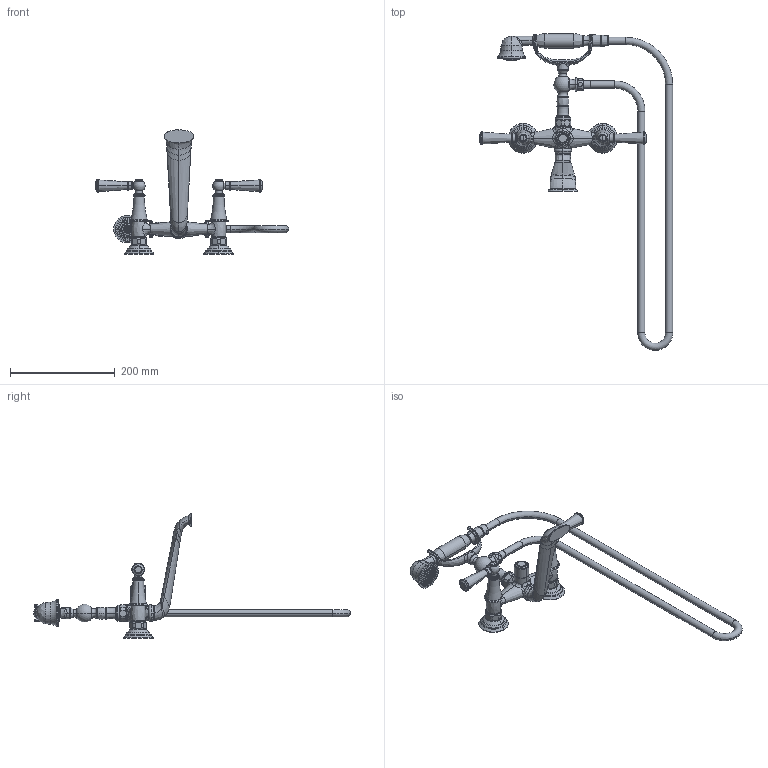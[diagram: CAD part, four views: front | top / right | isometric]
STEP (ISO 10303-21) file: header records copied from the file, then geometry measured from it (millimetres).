
FILE_DESCRIPTION((''),'2;1');
FILE_NAME('2400-4283','2021-01-15T12:11:28',('jinson.thomas'),(''),'CREO PARAMETRIC BY PTC INC, 2018400','CREO PARAMETRIC BY PTC INC, 2018400','');
FILE_SCHEMA(('CONFIG_CONTROL_DESIGN'));
Length unit declared in the file: inch
Products named in the file (1): 2400-4283
Bounding box: 370.17 x 606.04 x 238.07 mm (x, y, z)
Volume: 855267.2 mm3; surface area: 175757.5 mm2
Topology: 1 solids, 1 shells, 841 faces, 1908 edges, 1160 vertices
Faces by surface type: cylinder 239, torus 182, bspline 153, plane 143, cone 90, sphere 30, extrusion 4
Entity records: 39661 total; most frequent: CARTESIAN_POINT 22012, ORIENTED_EDGE 3800, DIRECTION 3444, EDGE_CURVE 1900, AXIS2_PLACEMENT_3D 1520, VERTEX_POINT 1160, EDGE_LOOP 944, FACE_OUTER_BOUND 841
